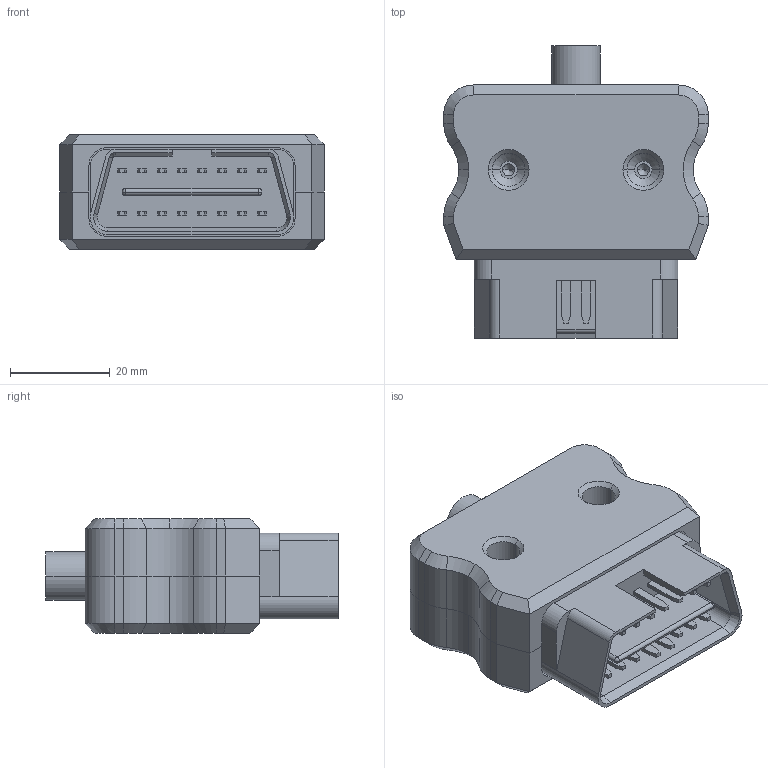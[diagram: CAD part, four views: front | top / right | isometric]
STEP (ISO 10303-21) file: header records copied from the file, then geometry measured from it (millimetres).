
FILE_DESCRIPTION (( 'STEP AP214' ), '1' );
FILE_NAME ('OBD2_male_connector_01.STEP', '', ( '' ), ( '' ), '', '', '' );
FILE_SCHEMA (( 'AUTOMOTIVE_DESIGN' ));
Length unit declared in the file: millimetre
Products named in the file (5): OBD2_cable_holder; OBD2_connector_top_01; OBD2_connector_bottom_01; OBD2_male_connector_01; SEP-A-OBD-E
Assembly tree (4 placements, depth 2):
  OBD2_male_connector_01
    OBD2_connector_bottom_01
    OBD2_connector_top_01
    OBD2_cable_holder
    SEP-A-OBD-E
Bounding box: 53 x 58.55 x 23 mm (x, y, z)
Volume: 22344.4 mm3; surface area: 21695.3 mm2
Topology: 4 solids, 4 shells, 529 faces, 1355 edges, 848 vertices
Faces by surface type: plane 326, cylinder 124, cone 49, torus 26, sphere 4
Entity records: 17205 total; most frequent: CARTESIAN_POINT 2779, DIRECTION 2741, ORIENTED_EDGE 2694, EDGE_CURVE 1347, VECTOR 993, LINE 993, AXIS2_PLACEMENT_3D 874, VERTEX_POINT 848
